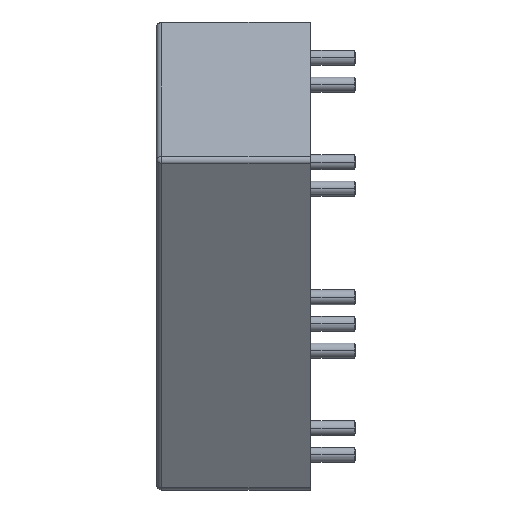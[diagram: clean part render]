
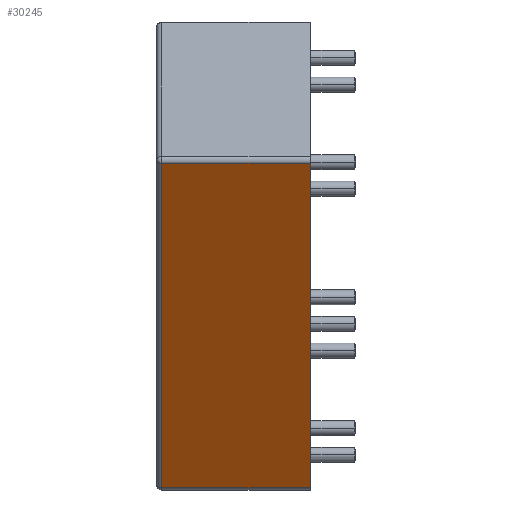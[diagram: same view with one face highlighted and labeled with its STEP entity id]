
A CAD part, left-side view. The second image highlights one B-rep face of the part: STEP entity #30245.
In plain terms, the highlighted face is planar.
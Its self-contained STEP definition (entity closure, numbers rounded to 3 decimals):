
#1174 = DIRECTION ( 'NONE',  ( 0., 0., -1. ) ) ;
#1426 = DIRECTION ( 'NONE',  ( 0., 1., 0. ) ) ;
#4331 = VECTOR ( 'NONE', #1426, 1000. ) ;
#11494 = PLANE ( 'NONE',  #26892 ) ;
#12247 = DIRECTION ( 'NONE',  ( 0., -1., 0. ) ) ;
#12559 = VECTOR ( 'NONE', #1174, 1000. ) ;
#14423 = LINE ( 'NONE', #18768, #4331 ) ;
#16252 = CARTESIAN_POINT ( 'NONE',  ( -10.15, 0., -15.5 ) ) ;
#16435 = ORIENTED_EDGE ( 'NONE', *, *, #20650, .T. ) ;
#16597 = VECTOR ( 'NONE', #32633, 1000. ) ;
#17298 = LINE ( 'NONE', #42070, #12559 ) ;
#18376 = CARTESIAN_POINT ( 'NONE',  ( -10.15, 11.9, -15.5 ) ) ;
#18705 = LINE ( 'NONE', #16252, #35608 ) ;
#18768 = CARTESIAN_POINT ( 'NONE',  ( -10.15, 12.3, 15.5 ) ) ;
#20616 = EDGE_CURVE ( 'NONE', #34031, #34179, #18705, .T. ) ;
#20628 = VERTEX_POINT ( 'NONE', #25851 ) ;
#20650 = EDGE_CURVE ( 'NONE', #34179, #38919, #36674, .T. ) ;
#24730 = EDGE_CURVE ( 'NONE', #20628, #34031, #17298, .T. ) ;
#25851 = CARTESIAN_POINT ( 'NONE',  ( -10.15, 11.9, 15.5 ) ) ;
#26435 = ORIENTED_EDGE ( 'NONE', *, *, #31564, .T. ) ;
#26892 = AXIS2_PLACEMENT_3D ( 'NONE', #32007, #35397, #31703 ) ;
#27114 = CARTESIAN_POINT ( 'NONE',  ( -10.15, 0., 15.5 ) ) ;
#27722 = FACE_OUTER_BOUND ( 'NONE', #41133, .T. ) ;
#29674 = CARTESIAN_POINT ( 'NONE',  ( -10.15, 0., -15.9 ) ) ;
#30245 = ADVANCED_FACE ( 'NONE', ( #27722 ), #11494, .F. ) ;
#31564 = EDGE_CURVE ( 'NONE', #38919, #20628, #14423, .T. ) ;
#31703 = DIRECTION ( 'NONE',  ( 0., 0., -1. ) ) ;
#32007 = CARTESIAN_POINT ( 'NONE',  ( -10.15, 12.3, -15.9 ) ) ;
#32633 = DIRECTION ( 'NONE',  ( 0., 0., 1. ) ) ;
#34031 = VERTEX_POINT ( 'NONE', #18376 ) ;
#34179 = VERTEX_POINT ( 'NONE', #35328 ) ;
#34205 = ORIENTED_EDGE ( 'NONE', *, *, #24730, .T. ) ;
#35328 = CARTESIAN_POINT ( 'NONE',  ( -10.15, 0., -15.5 ) ) ;
#35397 = DIRECTION ( 'NONE',  ( 1., 0., 0. ) ) ;
#35608 = VECTOR ( 'NONE', #12247, 1000. ) ;
#36674 = LINE ( 'NONE', #29674, #16597 ) ;
#38919 = VERTEX_POINT ( 'NONE', #27114 ) ;
#39488 = ORIENTED_EDGE ( 'NONE', *, *, #20616, .T. ) ;
#41133 = EDGE_LOOP ( 'NONE', ( #34205, #39488, #16435, #26435 ) ) ;
#42070 = CARTESIAN_POINT ( 'NONE',  ( -10.15, 11.9, -15.9 ) ) ;
